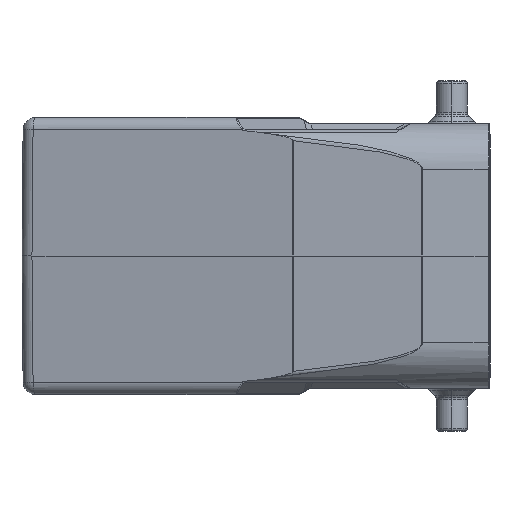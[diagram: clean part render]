
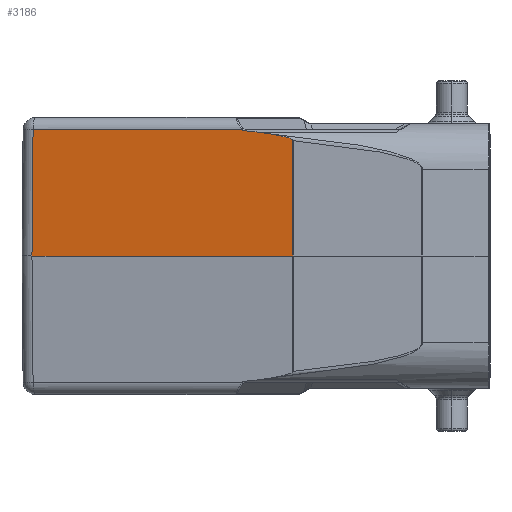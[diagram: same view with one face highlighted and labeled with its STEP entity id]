
A CAD part, left-side view. The second image highlights one B-rep face of the part: STEP entity #3186.
In plain terms, the highlighted planar face has unit normal (-0.982, 0.191, 0.009).
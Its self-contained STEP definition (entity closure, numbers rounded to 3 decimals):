
#561=B_SPLINE_CURVE_WITH_KNOTS('',3,(#21014,#21015,#21016,#21017,#21018,
#21019,#21020,#21021),.UNSPECIFIED.,.F.,.F.,(4,2,2,4),(0.,0.25,0.5,1.),
 .UNSPECIFIED.);
#564=B_SPLINE_CURVE_WITH_KNOTS('',3,(#21084,#21085,#21086,#21087),
 .UNSPECIFIED.,.F.,.F.,(4,4),(0.,1.),.UNSPECIFIED.);
#602=B_SPLINE_CURVE_WITH_KNOTS('',3,(#21438,#21439,#21440,#21441),
 .UNSPECIFIED.,.F.,.F.,(4,4),(0.,1.),.UNSPECIFIED.);
#612=B_SPLINE_CURVE_WITH_KNOTS('',3,(#21539,#21540,#21541,#21542),
 .UNSPECIFIED.,.F.,.F.,(4,4),(0.,1.),.UNSPECIFIED.);
#1557=LINE('',#21124,#2291);
#1568=LINE('',#21280,#2302);
#1569=LINE('',#21293,#2303);
#1571=LINE('',#21302,#2305);
#2291=VECTOR('',#14514,1.);
#2302=VECTOR('',#14575,1.);
#2303=VECTOR('',#14584,1.);
#2305=VECTOR('',#14588,1.);
#2554=PLANE('',#11891);
#3186=ADVANCED_FACE('',(#3904),#2554,.T.);
#3904=FACE_OUTER_BOUND('',#4568,.T.);
#4568=EDGE_LOOP('',(#7797,#7798,#7799,#7800,#7801,#7802,#7803,#7804));
#7797=ORIENTED_EDGE('',*,*,#10394,.F.);
#7798=ORIENTED_EDGE('',*,*,#10391,.T.);
#7799=ORIENTED_EDGE('',*,*,#10387,.F.);
#7800=ORIENTED_EDGE('',*,*,#10352,.T.);
#7801=ORIENTED_EDGE('',*,*,#10342,.T.);
#7802=ORIENTED_EDGE('',*,*,#10339,.T.);
#7803=ORIENTED_EDGE('',*,*,#10428,.T.);
#7804=ORIENTED_EDGE('',*,*,#10448,.T.);
#8777=VERTEX_POINT('',#21022);
#8778=VERTEX_POINT('',#21023);
#8779=VERTEX_POINT('',#21088);
#8786=VERTEX_POINT('',#21125);
#8800=VERTEX_POINT('',#21281);
#8801=VERTEX_POINT('',#21292);
#8804=VERTEX_POINT('',#21303);
#8819=VERTEX_POINT('',#21437);
#10339=EDGE_CURVE('',#8777,#8778,#561,.T.);
#10342=EDGE_CURVE('',#8779,#8777,#564,.T.);
#10352=EDGE_CURVE('',#8786,#8779,#1557,.T.);
#10387=EDGE_CURVE('',#8786,#8800,#1568,.T.);
#10391=EDGE_CURVE('',#8801,#8800,#1569,.T.);
#10394=EDGE_CURVE('',#8801,#8804,#1571,.T.);
#10428=EDGE_CURVE('',#8778,#8819,#602,.T.);
#10448=EDGE_CURVE('',#8819,#8804,#612,.T.);
#11891=AXIS2_PLACEMENT_3D('',#21544,#14674,#14675);
#14514=DIRECTION('',(-0.191,-0.982,0.));
#14575=DIRECTION('',(0.007,-0.009,1.));
#14584=DIRECTION('',(0.191,0.982,0.));
#14588=DIRECTION('',(-0.13,-0.634,-0.763));
#14674=DIRECTION('',(-0.982,0.191,0.009));
#14675=DIRECTION('',(-0.191,-0.982,0.));
#21014=CARTESIAN_POINT('',(-44.58,0.023,18.831));
#21015=CARTESIAN_POINT('',(-44.565,0.099,18.915));
#21016=CARTESIAN_POINT('',(-44.535,0.247,19.));
#21017=CARTESIAN_POINT('',(-44.447,0.691,19.176));
#21018=CARTESIAN_POINT('',(-44.381,1.026,19.276));
#21019=CARTESIAN_POINT('',(-44.188,2.01,19.523));
#21020=CARTESIAN_POINT('',(-44.036,2.784,19.676));
#21021=CARTESIAN_POINT('',(-43.861,3.676,19.818));
#21022=CARTESIAN_POINT('',(-44.58,0.023,18.831));
#21023=CARTESIAN_POINT('',(-43.861,3.676,19.818));
#21084=CARTESIAN_POINT('',(-44.742,0.05,0.));
#21085=CARTESIAN_POINT('',(-44.688,0.041,6.277));
#21086=CARTESIAN_POINT('',(-44.634,0.032,12.554));
#21087=CARTESIAN_POINT('',(-44.58,0.023,18.831));
#21088=CARTESIAN_POINT('',(-44.742,0.05,0.));
#21124=CARTESIAN_POINT('',(-36.514,42.382,0.));
#21125=CARTESIAN_POINT('',(-36.514,42.382,0.));
#21280=CARTESIAN_POINT('',(-36.514,42.382,0.));
#21281=CARTESIAN_POINT('',(-36.366,42.203,20.517));
#21292=CARTESIAN_POINT('',(-42.957,8.295,20.517));
#21293=CARTESIAN_POINT('',(-42.957,8.295,20.517));
#21302=CARTESIAN_POINT('',(-42.957,8.295,20.517));
#21303=CARTESIAN_POINT('',(-42.981,8.178,20.377));
#21437=CARTESIAN_POINT('',(-43.44,5.83,20.136));
#21438=CARTESIAN_POINT('',(-43.861,3.676,19.818));
#21439=CARTESIAN_POINT('',(-43.726,4.367,19.928));
#21440=CARTESIAN_POINT('',(-43.585,5.085,20.034));
#21441=CARTESIAN_POINT('',(-43.44,5.83,20.136));
#21539=CARTESIAN_POINT('',(-43.44,5.83,20.136));
#21540=CARTESIAN_POINT('',(-43.297,6.558,20.236));
#21541=CARTESIAN_POINT('',(-43.144,7.34,20.317));
#21542=CARTESIAN_POINT('',(-42.981,8.178,20.377));
#21544=CARTESIAN_POINT('',(-46.119,-7.035,0.));
